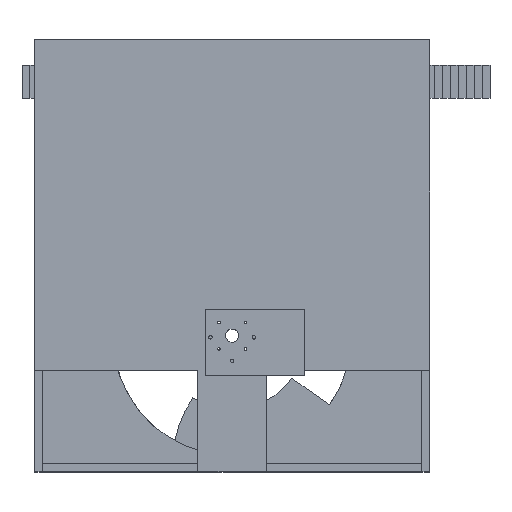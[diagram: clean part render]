
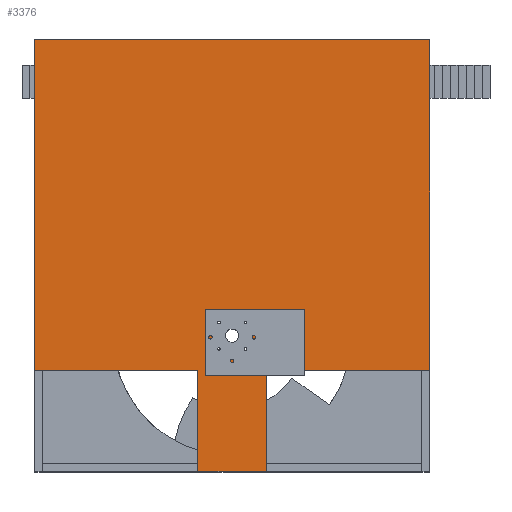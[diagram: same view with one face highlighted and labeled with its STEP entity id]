
A CAD part, top view. The second image highlights one B-rep face of the part: STEP entity #3376.
In plain terms, the highlighted planar face has unit normal (0, 0, 1).
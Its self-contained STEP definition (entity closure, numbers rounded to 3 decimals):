
#185=FACE_BOUND('',#888,.T.);
#186=FACE_BOUND('',#889,.T.);
#187=FACE_BOUND('',#890,.T.);
#188=FACE_BOUND('',#891,.T.);
#189=FACE_BOUND('',#892,.T.);
#334=CIRCLE('',#3928,10.);
#336=CIRCLE('',#3931,2.1);
#338=CIRCLE('',#3934,2.1);
#340=CIRCLE('',#3937,2.1);
#342=CIRCLE('',#3940,2.1);
#657=FACE_OUTER_BOUND('',#887,.T.);
#887=EDGE_LOOP('',(#2798,#2799,#2800,#2801,#2802,#2803,#2804,#2805));
#888=EDGE_LOOP('',(#2806));
#889=EDGE_LOOP('',(#2807));
#890=EDGE_LOOP('',(#2808));
#891=EDGE_LOOP('',(#2809));
#892=EDGE_LOOP('',(#2810));
#1246=LINE('',#5641,#1521);
#1249=LINE('',#5647,#1524);
#1252=LINE('',#5653,#1527);
#1255=LINE('',#5659,#1530);
#1258=LINE('',#5665,#1533);
#1261=LINE('',#5671,#1536);
#1264=LINE('',#5677,#1539);
#1267=LINE('',#5681,#1542);
#1521=VECTOR('',#4626,10.);
#1524=VECTOR('',#4631,10.);
#1527=VECTOR('',#4636,10.);
#1530=VECTOR('',#4641,10.);
#1533=VECTOR('',#4646,10.);
#1536=VECTOR('',#4651,10.);
#1539=VECTOR('',#4656,10.);
#1542=VECTOR('',#4661,10.);
#1774=VERTEX_POINT('',#5610);
#1776=VERTEX_POINT('',#5615);
#1778=VERTEX_POINT('',#5620);
#1780=VERTEX_POINT('',#5625);
#1782=VERTEX_POINT('',#5630);
#1786=VERTEX_POINT('',#5638);
#1787=VERTEX_POINT('',#5640);
#1789=VERTEX_POINT('',#5646);
#1791=VERTEX_POINT('',#5652);
#1793=VERTEX_POINT('',#5658);
#1795=VERTEX_POINT('',#5664);
#1797=VERTEX_POINT('',#5670);
#1799=VERTEX_POINT('',#5676);
#2138=EDGE_CURVE('',#1774,#1774,#334,.T.);
#2140=EDGE_CURVE('',#1776,#1776,#336,.T.);
#2142=EDGE_CURVE('',#1778,#1778,#338,.T.);
#2144=EDGE_CURVE('',#1780,#1780,#340,.T.);
#2146=EDGE_CURVE('',#1782,#1782,#342,.T.);
#2150=EDGE_CURVE('',#1787,#1786,#1246,.T.);
#2153=EDGE_CURVE('',#1789,#1787,#1249,.T.);
#2156=EDGE_CURVE('',#1791,#1789,#1252,.T.);
#2159=EDGE_CURVE('',#1793,#1791,#1255,.T.);
#2162=EDGE_CURVE('',#1795,#1793,#1258,.T.);
#2165=EDGE_CURVE('',#1797,#1795,#1261,.T.);
#2168=EDGE_CURVE('',#1799,#1797,#1264,.T.);
#2171=EDGE_CURVE('',#1786,#1799,#1267,.T.);
#2798=ORIENTED_EDGE('',*,*,#2171,.T.);
#2799=ORIENTED_EDGE('',*,*,#2168,.T.);
#2800=ORIENTED_EDGE('',*,*,#2165,.T.);
#2801=ORIENTED_EDGE('',*,*,#2162,.T.);
#2802=ORIENTED_EDGE('',*,*,#2159,.T.);
#2803=ORIENTED_EDGE('',*,*,#2156,.T.);
#2804=ORIENTED_EDGE('',*,*,#2153,.T.);
#2805=ORIENTED_EDGE('',*,*,#2150,.T.);
#2806=ORIENTED_EDGE('',*,*,#2138,.T.);
#2807=ORIENTED_EDGE('',*,*,#2140,.T.);
#2808=ORIENTED_EDGE('',*,*,#2142,.T.);
#2809=ORIENTED_EDGE('',*,*,#2144,.T.);
#2810=ORIENTED_EDGE('',*,*,#2146,.T.);
#3228=PLANE('',#3951);
#3376=ADVANCED_FACE('',(#657,#185,#186,#187,#188,#189),#3228,.T.);
#3928=AXIS2_PLACEMENT_3D('',#5611,#4594,#4595);
#3931=AXIS2_PLACEMENT_3D('',#5616,#4600,#4601);
#3934=AXIS2_PLACEMENT_3D('',#5621,#4606,#4607);
#3937=AXIS2_PLACEMENT_3D('',#5626,#4612,#4613);
#3940=AXIS2_PLACEMENT_3D('',#5631,#4618,#4619);
#3951=AXIS2_PLACEMENT_3D('',#5683,#4664,#4665);
#4594=DIRECTION('center_axis',(0.,0.,-1.));
#4595=DIRECTION('ref_axis',(-1.,0.,0.));
#4600=DIRECTION('center_axis',(0.,0.,-1.));
#4601=DIRECTION('ref_axis',(-1.,0.,0.));
#4606=DIRECTION('center_axis',(0.,0.,-1.));
#4607=DIRECTION('ref_axis',(-1.,0.,0.));
#4612=DIRECTION('center_axis',(0.,0.,-1.));
#4613=DIRECTION('ref_axis',(-1.,0.,0.));
#4618=DIRECTION('center_axis',(0.,0.,-1.));
#4619=DIRECTION('ref_axis',(-1.,0.,0.));
#4626=DIRECTION('',(0.,1.,0.));
#4631=DIRECTION('',(1.,0.,0.));
#4636=DIRECTION('',(0.,1.,0.));
#4641=DIRECTION('',(1.,0.,0.));
#4646=DIRECTION('',(0.,-1.,0.));
#4651=DIRECTION('',(1.,0.,0.));
#4656=DIRECTION('',(0.,-1.,0.));
#4661=DIRECTION('',(-1.,0.,0.));
#4664=DIRECTION('center_axis',(0.,0.,1.));
#4665=DIRECTION('ref_axis',(1.,0.,0.));
#5610=CARTESIAN_POINT('',(308.5,-447.,12.));
#5611=CARTESIAN_POINT('Origin',(298.5,-447.,12.));
#5615=CARTESIAN_POINT('',(280.6,-427.,12.));
#5616=CARTESIAN_POINT('Origin',(278.5,-427.,12.));
#5620=CARTESIAN_POINT('',(280.6,-467.,12.));
#5621=CARTESIAN_POINT('Origin',(278.5,-467.,12.));
#5625=CARTESIAN_POINT('',(320.6,-427.,12.));
#5626=CARTESIAN_POINT('Origin',(318.5,-427.,12.));
#5630=CARTESIAN_POINT('',(320.6,-467.,12.));
#5631=CARTESIAN_POINT('Origin',(318.5,-467.,12.));
#5638=CARTESIAN_POINT('',(597.,0.,12.));
#5640=CARTESIAN_POINT('',(597.,-499.,12.));
#5641=CARTESIAN_POINT('',(597.,0.,12.));
#5646=CARTESIAN_POINT('',(350.5,-499.,12.));
#5647=CARTESIAN_POINT('',(597.,-499.,12.));
#5652=CARTESIAN_POINT('',(350.5,-652.,12.));
#5653=CARTESIAN_POINT('',(350.5,-499.,12.));
#5658=CARTESIAN_POINT('',(246.5,-652.,12.));
#5659=CARTESIAN_POINT('',(350.5,-652.,12.));
#5664=CARTESIAN_POINT('',(246.5,-499.,12.));
#5665=CARTESIAN_POINT('',(246.5,-652.,12.));
#5670=CARTESIAN_POINT('',(0.,-499.,12.));
#5671=CARTESIAN_POINT('',(246.5,-499.,12.));
#5676=CARTESIAN_POINT('',(0.,0.,12.));
#5677=CARTESIAN_POINT('',(0.,-499.,12.));
#5681=CARTESIAN_POINT('',(0.,0.,12.));
#5683=CARTESIAN_POINT('Origin',(298.5,-295.804,12.));
